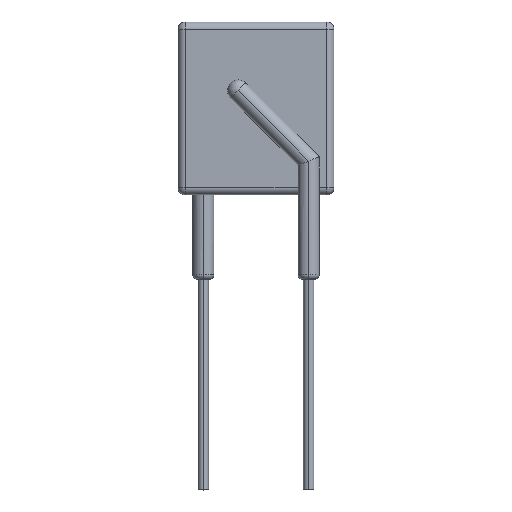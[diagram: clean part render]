
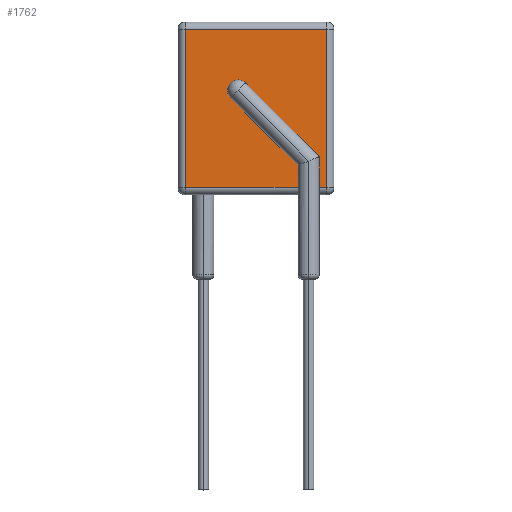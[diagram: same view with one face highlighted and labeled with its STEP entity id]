
A CAD part, top view. The second image highlights one B-rep face of the part: STEP entity #1762.
In plain terms, the highlighted planar face has unit normal (0, 0, 1).
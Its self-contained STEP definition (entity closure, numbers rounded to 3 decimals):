
#13 = ORIENTED_EDGE ( 'NONE', *, *, #1730, .T. ) ;
#78 = CARTESIAN_POINT ( 'NONE',  ( 3.35, 4.1, 0.395 ) ) ;
#87 = VECTOR ( 'NONE', #1808, 1000. ) ;
#96 = DIRECTION ( 'NONE',  ( 1., 0., 0. ) ) ;
#121 = CIRCLE ( 'NONE', #702, 0.5 ) ;
#130 = VERTEX_POINT ( 'NONE', #496 ) ;
#135 = CARTESIAN_POINT ( 'NONE',  ( 2., -3.75, 0.395 ) ) ;
#141 = VECTOR ( 'NONE', #1387, 1000. ) ;
#169 = DIRECTION ( 'NONE',  ( 0., 0., -1. ) ) ;
#186 = VECTOR ( 'NONE', #1126, 1000. ) ;
#237 = VERTEX_POINT ( 'NONE', #517 ) ;
#261 = EDGE_CURVE ( 'NONE', #237, #1572, #1674, .T. ) ;
#307 = EDGE_CURVE ( 'NONE', #746, #616, #627, .T. ) ;
#359 = ORIENTED_EDGE ( 'NONE', *, *, #1087, .T. ) ;
#433 = AXIS2_PLACEMENT_3D ( 'NONE', #1222, #667, #522 ) ;
#436 = VERTEX_POINT ( 'NONE', #135 ) ;
#456 = LINE ( 'NONE', #1568, #186 ) ;
#464 = DIRECTION ( 'NONE',  ( 1., 0., 0. ) ) ;
#496 = CARTESIAN_POINT ( 'NONE',  ( -3.35, -3.75, 0.395 ) ) ;
#517 = CARTESIAN_POINT ( 'NONE',  ( 3.35, -3.75, 0.395 ) ) ;
#522 = DIRECTION ( 'NONE',  ( 1., 0., 0. ) ) ;
#534 = VECTOR ( 'NONE', #1703, 1000. ) ;
#616 = VERTEX_POINT ( 'NONE', #1841 ) ;
#623 = VERTEX_POINT ( 'NONE', #1412 ) ;
#627 = LINE ( 'NONE', #652, #141 ) ;
#644 = LINE ( 'NONE', #1862, #534 ) ;
#647 = EDGE_CURVE ( 'NONE', #1735, #130, #644, .T. ) ;
#652 = CARTESIAN_POINT ( 'NONE',  ( 0.354, 0.354, 0.395 ) ) ;
#667 = DIRECTION ( 'NONE',  ( 0., 0., 1. ) ) ;
#677 = ORIENTED_EDGE ( 'NONE', *, *, #765, .T. ) ;
#702 = AXIS2_PLACEMENT_3D ( 'NONE', #1487, #169, #891 ) ;
#729 = VERTEX_POINT ( 'NONE', #1609 ) ;
#743 = FACE_OUTER_BOUND ( 'NONE', #1343, .T. ) ;
#746 = VERTEX_POINT ( 'NONE', #1874 ) ;
#765 = EDGE_CURVE ( 'NONE', #1668, #623, #823, .T. ) ;
#788 = CARTESIAN_POINT ( 'NONE',  ( -3.35, 3.75, 0.395 ) ) ;
#800 = LINE ( 'NONE', #1771, #1492 ) ;
#823 = LINE ( 'NONE', #1441, #1654 ) ;
#884 = DIRECTION ( 'NONE',  ( 0., -1., 0. ) ) ;
#886 = EDGE_CURVE ( 'NONE', #623, #746, #121, .T. ) ;
#891 = DIRECTION ( 'NONE',  ( 1., 0., 0. ) ) ;
#895 = LINE ( 'NONE', #1304, #1059 ) ;
#907 = ORIENTED_EDGE ( 'NONE', *, *, #1482, .T. ) ;
#922 = EDGE_CURVE ( 'NONE', #616, #729, #800, .T. ) ;
#932 = PLANE ( 'NONE',  #433 ) ;
#964 = VECTOR ( 'NONE', #1694, 1000. ) ;
#1008 = VECTOR ( 'NONE', #96, 1000. ) ;
#1043 = ORIENTED_EDGE ( 'NONE', *, *, #307, .T. ) ;
#1059 = VECTOR ( 'NONE', #464, 1000. ) ;
#1068 = ORIENTED_EDGE ( 'NONE', *, *, #261, .T. ) ;
#1087 = EDGE_CURVE ( 'NONE', #436, #1668, #1860, .T. ) ;
#1103 = CARTESIAN_POINT ( 'NONE',  ( 2., -3.75, 0.395 ) ) ;
#1126 = DIRECTION ( 'NONE',  ( -1., 0., 0. ) ) ;
#1140 = DIRECTION ( 'NONE',  ( -0.707, 0.707, 0. ) ) ;
#1157 = ORIENTED_EDGE ( 'NONE', *, *, #647, .T. ) ;
#1174 = ORIENTED_EDGE ( 'NONE', *, *, #922, .T. ) ;
#1193 = ORIENTED_EDGE ( 'NONE', *, *, #886, .T. ) ;
#1203 = EDGE_CURVE ( 'NONE', #1572, #1735, #456, .T. ) ;
#1222 = CARTESIAN_POINT ( 'NONE',  ( 0., 0., 0.395 ) ) ;
#1271 = ORIENTED_EDGE ( 'NONE', *, *, #1203, .T. ) ;
#1304 = CARTESIAN_POINT ( 'NONE',  ( 3.7, -3.75, 0.395 ) ) ;
#1343 = EDGE_LOOP ( 'NONE', ( #1174, #907, #1068, #1271, #1157, #13, #359, #677, #1193, #1043 ) ) ;
#1383 = CARTESIAN_POINT ( 'NONE',  ( 2., 0., 0.395 ) ) ;
#1387 = DIRECTION ( 'NONE',  ( 0.707, -0.707, 0. ) ) ;
#1412 = CARTESIAN_POINT ( 'NONE',  ( -1.207, 0.5, 0.395 ) ) ;
#1441 = CARTESIAN_POINT ( 'NONE',  ( -0.354, -0.354, 0.395 ) ) ;
#1480 = CARTESIAN_POINT ( 'NONE',  ( 3.35, 3.75, 0.395 ) ) ;
#1482 = EDGE_CURVE ( 'NONE', #729, #237, #895, .T. ) ;
#1487 = CARTESIAN_POINT ( 'NONE',  ( -0.854, 0.854, 0.395 ) ) ;
#1492 = VECTOR ( 'NONE', #884, 1000. ) ;
#1568 = CARTESIAN_POINT ( 'NONE',  ( -3.7, 3.75, 0.395 ) ) ;
#1572 = VERTEX_POINT ( 'NONE', #1480 ) ;
#1609 = CARTESIAN_POINT ( 'NONE',  ( 3., -3.75, 0.395 ) ) ;
#1638 = CARTESIAN_POINT ( 'NONE',  ( 2., -2.707, 0.395 ) ) ;
#1654 = VECTOR ( 'NONE', #1140, 1000. ) ;
#1668 = VERTEX_POINT ( 'NONE', #1638 ) ;
#1674 = LINE ( 'NONE', #78, #87 ) ;
#1682 = LINE ( 'NONE', #1103, #1008 ) ;
#1694 = DIRECTION ( 'NONE',  ( 0., 1., 0. ) ) ;
#1703 = DIRECTION ( 'NONE',  ( 0., -1., 0. ) ) ;
#1730 = EDGE_CURVE ( 'NONE', #130, #436, #1682, .T. ) ;
#1735 = VERTEX_POINT ( 'NONE', #788 ) ;
#1762 = ADVANCED_FACE ( 'NONE', ( #743 ), #932, .T. ) ;
#1771 = CARTESIAN_POINT ( 'NONE',  ( 3., 0., 0.395 ) ) ;
#1808 = DIRECTION ( 'NONE',  ( 0., 1., 0. ) ) ;
#1841 = CARTESIAN_POINT ( 'NONE',  ( 3., -2.293, 0.395 ) ) ;
#1860 = LINE ( 'NONE', #1383, #964 ) ;
#1862 = CARTESIAN_POINT ( 'NONE',  ( -3.35, -4.1, 0.395 ) ) ;
#1874 = CARTESIAN_POINT ( 'NONE',  ( -0.5, 1.207, 0.395 ) ) ;
